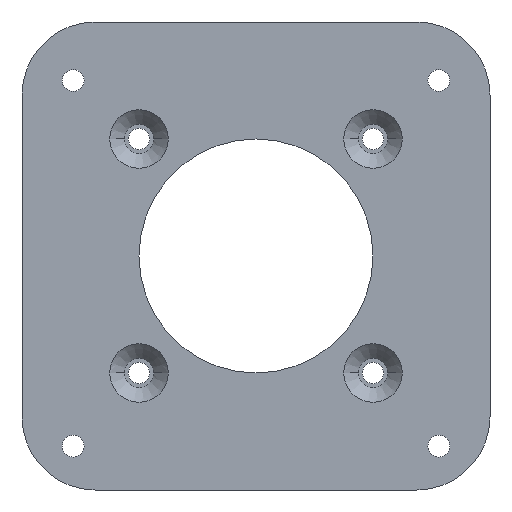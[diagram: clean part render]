
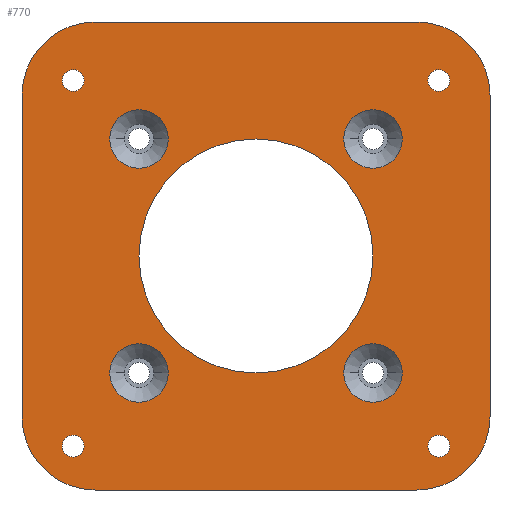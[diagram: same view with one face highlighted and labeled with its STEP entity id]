
A CAD part, front view. The second image highlights one B-rep face of the part: STEP entity #770.
In plain terms, the highlighted planar face has unit normal (0, -1, 0).
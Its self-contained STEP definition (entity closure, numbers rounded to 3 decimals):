
#1=CARTESIAN_POINT('',(0.,0.,0.));
#2=DIRECTION('',(0.,-1.,0.));
#3=DIRECTION('',(1.,0.,0.));
#4=AXIS2_PLACEMENT_3D('',#1,#2,#3);
#6=CARTESIAN_POINT('',(0.,0.,0.));
#7=DIRECTION('',(0.,-1.,0.));
#8=DIRECTION('',(-1.,0.,0.));
#9=AXIS2_PLACEMENT_3D('',#6,#7,#8);
#11=CARTESIAN_POINT('',(-22.,0.,-22.));
#12=DIRECTION('',(0.,-1.,0.));
#13=DIRECTION('',(-1.,0.,0.));
#14=AXIS2_PLACEMENT_3D('',#11,#12,#13);
#16=DIRECTION('',(0.,0.,1.));
#17=VECTOR('',#16,44.);
#18=CARTESIAN_POINT('',(-32.,0.,-22.));
#19=LINE('',#18,#17);
#20=CARTESIAN_POINT('',(-22.,0.,22.));
#21=DIRECTION('',(0.,-1.,0.));
#22=DIRECTION('',(0.,0.,1.));
#23=AXIS2_PLACEMENT_3D('',#20,#21,#22);
#25=DIRECTION('',(1.,0.,0.));
#26=VECTOR('',#25,44.);
#27=CARTESIAN_POINT('',(-22.,0.,32.));
#28=LINE('',#27,#26);
#29=CARTESIAN_POINT('',(22.,0.,22.));
#30=DIRECTION('',(0.,-1.,0.));
#31=DIRECTION('',(1.,0.,0.));
#32=AXIS2_PLACEMENT_3D('',#29,#30,#31);
#34=DIRECTION('',(0.,0.,-1.));
#35=VECTOR('',#34,44.);
#36=CARTESIAN_POINT('',(32.,0.,22.));
#37=LINE('',#36,#35);
#38=CARTESIAN_POINT('',(22.,0.,-22.));
#39=DIRECTION('',(0.,-1.,0.));
#40=DIRECTION('',(0.,0.,-1.));
#41=AXIS2_PLACEMENT_3D('',#38,#39,#40);
#43=DIRECTION('',(-1.,0.,0.));
#44=VECTOR('',#43,44.);
#45=CARTESIAN_POINT('',(22.,0.,-32.));
#46=LINE('',#45,#44);
#47=CARTESIAN_POINT('',(25.,0.,24.));
#48=DIRECTION('',(0.,1.,0.));
#49=DIRECTION('',(-1.,0.,0.));
#50=AXIS2_PLACEMENT_3D('',#47,#48,#49);
#52=CARTESIAN_POINT('',(25.,0.,24.));
#53=DIRECTION('',(0.,1.,0.));
#54=DIRECTION('',(1.,0.,0.));
#55=AXIS2_PLACEMENT_3D('',#52,#53,#54);
#57=CARTESIAN_POINT('',(-25.,0.,24.));
#58=DIRECTION('',(0.,1.,0.));
#59=DIRECTION('',(-1.,0.,0.));
#60=AXIS2_PLACEMENT_3D('',#57,#58,#59);
#62=CARTESIAN_POINT('',(-25.,0.,24.));
#63=DIRECTION('',(0.,1.,0.));
#64=DIRECTION('',(1.,0.,0.));
#65=AXIS2_PLACEMENT_3D('',#62,#63,#64);
#67=CARTESIAN_POINT('',(-25.,0.,-26.));
#68=DIRECTION('',(0.,1.,0.));
#69=DIRECTION('',(-1.,0.,0.));
#70=AXIS2_PLACEMENT_3D('',#67,#68,#69);
#72=CARTESIAN_POINT('',(-25.,0.,-26.));
#73=DIRECTION('',(0.,1.,0.));
#74=DIRECTION('',(1.,0.,0.));
#75=AXIS2_PLACEMENT_3D('',#72,#73,#74);
#77=CARTESIAN_POINT('',(25.,0.,-26.));
#78=DIRECTION('',(0.,1.,0.));
#79=DIRECTION('',(-1.,0.,0.));
#80=AXIS2_PLACEMENT_3D('',#77,#78,#79);
#82=CARTESIAN_POINT('',(25.,0.,-26.));
#83=DIRECTION('',(0.,1.,0.));
#84=DIRECTION('',(1.,0.,0.));
#85=AXIS2_PLACEMENT_3D('',#82,#83,#84);
#87=CARTESIAN_POINT('',(-16.,0.,16.));
#88=DIRECTION('',(0.,1.,0.));
#89=DIRECTION('',(1.,0.,0.));
#90=AXIS2_PLACEMENT_3D('',#87,#88,#89);
#92=CARTESIAN_POINT('',(-16.,0.,16.));
#93=DIRECTION('',(0.,1.,0.));
#94=DIRECTION('',(-1.,0.,0.));
#95=AXIS2_PLACEMENT_3D('',#92,#93,#94);
#97=CARTESIAN_POINT('',(16.,0.,16.));
#98=DIRECTION('',(0.,1.,0.));
#99=DIRECTION('',(1.,0.,0.));
#100=AXIS2_PLACEMENT_3D('',#97,#98,#99);
#102=CARTESIAN_POINT('',(16.,0.,16.));
#103=DIRECTION('',(0.,1.,0.));
#104=DIRECTION('',(-1.,0.,0.));
#105=AXIS2_PLACEMENT_3D('',#102,#103,#104);
#107=CARTESIAN_POINT('',(-16.,0.,-16.));
#108=DIRECTION('',(0.,1.,0.));
#109=DIRECTION('',(1.,0.,0.));
#110=AXIS2_PLACEMENT_3D('',#107,#108,#109);
#112=CARTESIAN_POINT('',(-16.,0.,-16.));
#113=DIRECTION('',(0.,1.,0.));
#114=DIRECTION('',(-1.,0.,0.));
#115=AXIS2_PLACEMENT_3D('',#112,#113,#114);
#117=CARTESIAN_POINT('',(16.,0.,-16.));
#118=DIRECTION('',(0.,1.,0.));
#119=DIRECTION('',(1.,0.,0.));
#120=AXIS2_PLACEMENT_3D('',#117,#118,#119);
#122=CARTESIAN_POINT('',(16.,0.,-16.));
#123=DIRECTION('',(0.,1.,0.));
#124=DIRECTION('',(-1.,0.,0.));
#125=AXIS2_PLACEMENT_3D('',#122,#123,#124);
#541=CARTESIAN_POINT('',(16.,0.,0.));
#542=CARTESIAN_POINT('',(-16.,0.,0.));
#543=VERTEX_POINT('',#541);
#544=VERTEX_POINT('',#542);
#565=CARTESIAN_POINT('',(-32.,0.,-22.));
#566=CARTESIAN_POINT('',(-22.,0.,-32.));
#567=VERTEX_POINT('',#565);
#568=VERTEX_POINT('',#566);
#573=CARTESIAN_POINT('',(-22.,0.,32.));
#574=CARTESIAN_POINT('',(-32.,0.,22.));
#575=VERTEX_POINT('',#573);
#576=VERTEX_POINT('',#574);
#581=CARTESIAN_POINT('',(32.,0.,22.));
#582=CARTESIAN_POINT('',(22.,0.,32.));
#583=VERTEX_POINT('',#581);
#584=VERTEX_POINT('',#582);
#589=CARTESIAN_POINT('',(22.,0.,-32.));
#590=CARTESIAN_POINT('',(32.,0.,-22.));
#591=VERTEX_POINT('',#589);
#592=VERTEX_POINT('',#590);
#597=CARTESIAN_POINT('',(23.5,0.,24.));
#598=CARTESIAN_POINT('',(26.5,0.,24.));
#599=VERTEX_POINT('',#597);
#600=VERTEX_POINT('',#598);
#601=CARTESIAN_POINT('',(-26.5,0.,24.));
#602=CARTESIAN_POINT('',(-23.5,0.,24.));
#603=VERTEX_POINT('',#601);
#604=VERTEX_POINT('',#602);
#605=CARTESIAN_POINT('',(-26.5,0.,-26.));
#606=CARTESIAN_POINT('',(-23.5,0.,-26.));
#607=VERTEX_POINT('',#605);
#608=VERTEX_POINT('',#606);
#609=CARTESIAN_POINT('',(23.5,0.,-26.));
#610=CARTESIAN_POINT('',(26.5,0.,-26.));
#611=VERTEX_POINT('',#609);
#612=VERTEX_POINT('',#610);
#633=CARTESIAN_POINT('',(-12.,0.,16.));
#634=CARTESIAN_POINT('',(-20.,0.,16.));
#635=VERTEX_POINT('',#633);
#636=VERTEX_POINT('',#634);
#641=CARTESIAN_POINT('',(20.,0.,16.));
#642=CARTESIAN_POINT('',(12.,0.,16.));
#643=VERTEX_POINT('',#641);
#644=VERTEX_POINT('',#642);
#649=CARTESIAN_POINT('',(-12.,0.,-16.));
#650=CARTESIAN_POINT('',(-20.,0.,-16.));
#651=VERTEX_POINT('',#649);
#652=VERTEX_POINT('',#650);
#657=CARTESIAN_POINT('',(20.,0.,-16.));
#658=CARTESIAN_POINT('',(12.,0.,-16.));
#659=VERTEX_POINT('',#657);
#660=VERTEX_POINT('',#658);
#693=CARTESIAN_POINT('',(0.,0.,0.));
#694=DIRECTION('',(0.,1.,0.));
#695=DIRECTION('',(1.,0.,0.));
#696=AXIS2_PLACEMENT_3D('',#693,#694,#695);
#697=PLANE('',#696);
#699=ORIENTED_EDGE('',*,*,#698,.F.);
#701=ORIENTED_EDGE('',*,*,#700,.T.);
#703=ORIENTED_EDGE('',*,*,#702,.F.);
#705=ORIENTED_EDGE('',*,*,#704,.T.);
#707=ORIENTED_EDGE('',*,*,#706,.F.);
#709=ORIENTED_EDGE('',*,*,#708,.T.);
#711=ORIENTED_EDGE('',*,*,#710,.F.);
#713=ORIENTED_EDGE('',*,*,#712,.T.);
#714=EDGE_LOOP('',(#699,#701,#703,#705,#707,#709,#711,#713));
#715=FACE_OUTER_BOUND('',#714,.F.);
#717=ORIENTED_EDGE('',*,*,#716,.T.);
#719=ORIENTED_EDGE('',*,*,#718,.T.);
#720=EDGE_LOOP('',(#717,#719));
#721=FACE_BOUND('',#720,.F.);
#723=ORIENTED_EDGE('',*,*,#722,.F.);
#725=ORIENTED_EDGE('',*,*,#724,.F.);
#726=EDGE_LOOP('',(#723,#725));
#727=FACE_BOUND('',#726,.F.);
#729=ORIENTED_EDGE('',*,*,#728,.F.);
#731=ORIENTED_EDGE('',*,*,#730,.F.);
#732=EDGE_LOOP('',(#729,#731));
#733=FACE_BOUND('',#732,.F.);
#735=ORIENTED_EDGE('',*,*,#734,.F.);
#737=ORIENTED_EDGE('',*,*,#736,.F.);
#738=EDGE_LOOP('',(#735,#737));
#739=FACE_BOUND('',#738,.F.);
#741=ORIENTED_EDGE('',*,*,#740,.F.);
#743=ORIENTED_EDGE('',*,*,#742,.F.);
#744=EDGE_LOOP('',(#741,#743));
#745=FACE_BOUND('',#744,.F.);
#747=ORIENTED_EDGE('',*,*,#746,.F.);
#749=ORIENTED_EDGE('',*,*,#748,.F.);
#750=EDGE_LOOP('',(#747,#749));
#751=FACE_BOUND('',#750,.F.);
#753=ORIENTED_EDGE('',*,*,#752,.F.);
#755=ORIENTED_EDGE('',*,*,#754,.F.);
#756=EDGE_LOOP('',(#753,#755));
#757=FACE_BOUND('',#756,.F.);
#759=ORIENTED_EDGE('',*,*,#758,.F.);
#761=ORIENTED_EDGE('',*,*,#760,.F.);
#762=EDGE_LOOP('',(#759,#761));
#763=FACE_BOUND('',#762,.F.);
#765=ORIENTED_EDGE('',*,*,#764,.F.);
#767=ORIENTED_EDGE('',*,*,#766,.F.);
#768=EDGE_LOOP('',(#765,#767));
#769=FACE_BOUND('',#768,.F.);
#770=ADVANCED_FACE('',(#715,#721,#727,#733,#739,#745,#751,#757,#763,#769),#697,
.F.);
#5=CIRCLE('',#4,16.);
#10=CIRCLE('',#9,16.);
#15=CIRCLE('',#14,10.);
#24=CIRCLE('',#23,10.);
#33=CIRCLE('',#32,10.);
#42=CIRCLE('',#41,10.);
#51=CIRCLE('',#50,1.5);
#56=CIRCLE('',#55,1.5);
#61=CIRCLE('',#60,1.5);
#66=CIRCLE('',#65,1.5);
#71=CIRCLE('',#70,1.5);
#76=CIRCLE('',#75,1.5);
#81=CIRCLE('',#80,1.5);
#86=CIRCLE('',#85,1.5);
#91=CIRCLE('',#90,4.);
#96=CIRCLE('',#95,4.);
#101=CIRCLE('',#100,4.);
#106=CIRCLE('',#105,4.);
#111=CIRCLE('',#110,4.);
#116=CIRCLE('',#115,4.);
#121=CIRCLE('',#120,4.);
#126=CIRCLE('',#125,4.);
#698=EDGE_CURVE('',#567,#568,#15,.T.);
#700=EDGE_CURVE('',#567,#576,#19,.T.);
#702=EDGE_CURVE('',#575,#576,#24,.T.);
#704=EDGE_CURVE('',#575,#584,#28,.T.);
#706=EDGE_CURVE('',#583,#584,#33,.T.);
#708=EDGE_CURVE('',#583,#592,#37,.T.);
#710=EDGE_CURVE('',#591,#592,#42,.T.);
#712=EDGE_CURVE('',#591,#568,#46,.T.);
#716=EDGE_CURVE('',#543,#544,#5,.T.);
#718=EDGE_CURVE('',#544,#543,#10,.T.);
#722=EDGE_CURVE('',#599,#600,#51,.T.);
#724=EDGE_CURVE('',#600,#599,#56,.T.);
#728=EDGE_CURVE('',#603,#604,#61,.T.);
#730=EDGE_CURVE('',#604,#603,#66,.T.);
#734=EDGE_CURVE('',#607,#608,#71,.T.);
#736=EDGE_CURVE('',#608,#607,#76,.T.);
#740=EDGE_CURVE('',#611,#612,#81,.T.);
#742=EDGE_CURVE('',#612,#611,#86,.T.);
#746=EDGE_CURVE('',#635,#636,#91,.T.);
#748=EDGE_CURVE('',#636,#635,#96,.T.);
#752=EDGE_CURVE('',#643,#644,#101,.T.);
#754=EDGE_CURVE('',#644,#643,#106,.T.);
#758=EDGE_CURVE('',#651,#652,#111,.T.);
#760=EDGE_CURVE('',#652,#651,#116,.T.);
#764=EDGE_CURVE('',#659,#660,#121,.T.);
#766=EDGE_CURVE('',#660,#659,#126,.T.);
